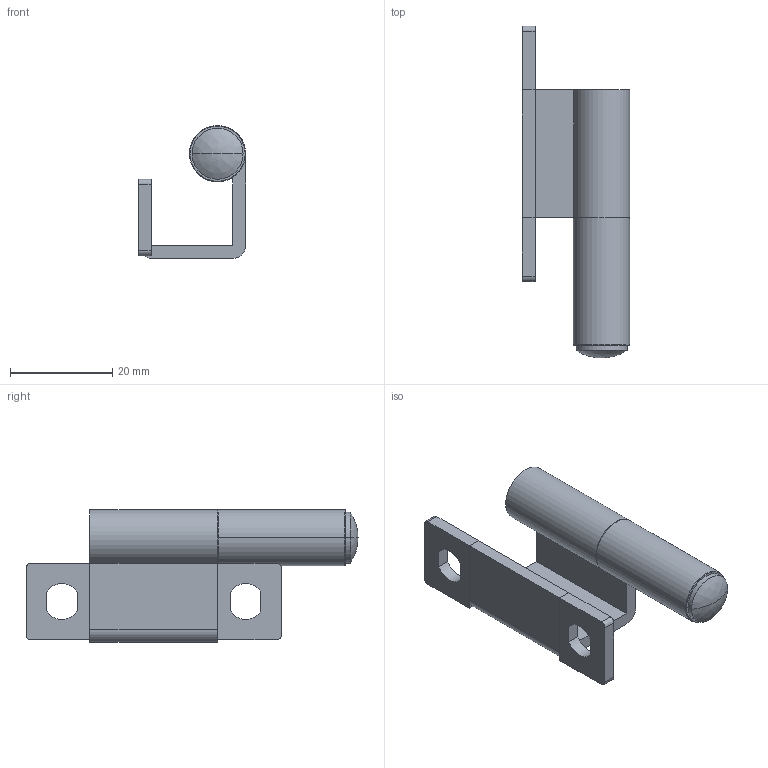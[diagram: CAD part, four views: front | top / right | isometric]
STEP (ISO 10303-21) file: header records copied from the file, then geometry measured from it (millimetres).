
FILE_DESCRIPTION(/* description */ (''),/* implementation_level */ '2;1');
FILE_NAME(/* name */ 'JL296',/* time_stamp */ '2024-10-10T10:21:27+08:00',/* author */ (''),/* organization */ (''),/* preprocessor_version */ 'ST-DEVELOPER v19.2',/* originating_system */ 'Rhino 8.5',/* authorisation */ '');
FILE_SCHEMA (('CONFIG_CONTROL_DESIGN'));
Length unit declared in the file: millimetre
Products named in the file (1): Document
Bounding box: 21 x 65 x 26 mm (x, y, z)
Volume: 6845 mm3; surface area: 7521.2 mm2
Topology: 2 solids, 3 shells, 56 faces, 134 edges, 83 vertices
Faces by surface type: plane 30, cylinder 20, bspline 6
Entity records: 1773 total; most frequent: CARTESIAN_POINT 566, ORIENTED_EDGE 262, DIRECTION 152, EDGE_CURVE 132, AXIS2_PLACEMENT_3D 101, VERTEX_POINT 83, EDGE_LOOP 62, B_SPLINE_CURVE_WITH_KNOTS 59
